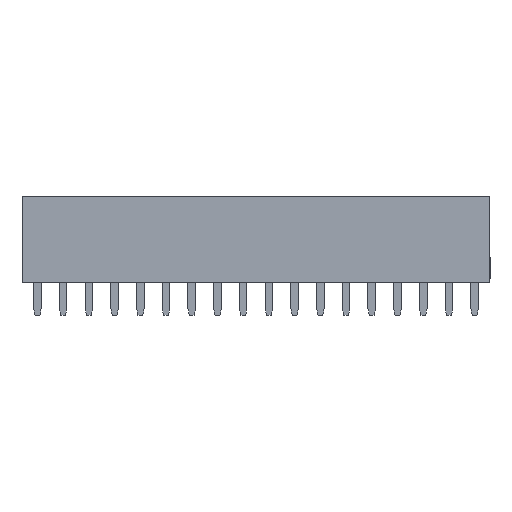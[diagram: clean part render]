
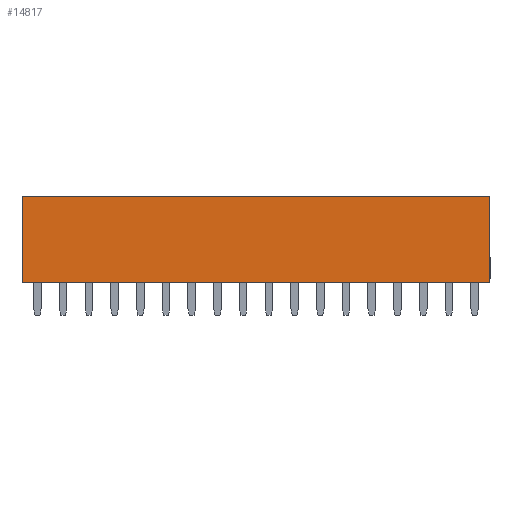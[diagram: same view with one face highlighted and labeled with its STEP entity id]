
A CAD part, top view. The second image highlights one B-rep face of the part: STEP entity #14817.
In plain terms, the highlighted planar face has unit normal (0, 0, 1).
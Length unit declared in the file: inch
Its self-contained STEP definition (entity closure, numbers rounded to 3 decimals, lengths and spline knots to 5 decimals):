
#396 = DIRECTION ( 'NONE',  ( 1., 0., 0. ) ) ;
#1088 = ORIENTED_EDGE ( 'NONE', *, *, #11402, .T. ) ;
#3528 = EDGE_CURVE ( 'NONE', #5835, #12498, #23203, .T. ) ;
#5835 = VERTEX_POINT ( 'NONE', #20841 ) ;
#6049 = EDGE_CURVE ( 'NONE', #23473, #27042, #25605, .T. ) ;
#6346 = CARTESIAN_POINT ( 'NONE',  ( 1.81969, 0., 0. ) ) ;
#7979 = ORIENTED_EDGE ( 'NONE', *, *, #3528, .T. ) ;
#9839 = CARTESIAN_POINT ( 'NONE',  ( 1.81969, 0.33465, 0. ) ) ;
#10595 = VECTOR ( 'NONE', #26820, 39.37008 ) ;
#11402 = EDGE_CURVE ( 'NONE', #23473, #5835, #16543, .T. ) ;
#12498 = VERTEX_POINT ( 'NONE', #22180 ) ;
#12925 = VECTOR ( 'NONE', #22052, 39.37008 ) ;
#13521 = DIRECTION ( 'NONE',  ( 1., 0., 0. ) ) ;
#13794 = CARTESIAN_POINT ( 'NONE',  ( 1.81969, 0., 0. ) ) ;
#13950 = DIRECTION ( 'NONE',  ( 0., 0., 1. ) ) ;
#14510 = CARTESIAN_POINT ( 'NONE',  ( 0., 0.01969, 0. ) ) ;
#14817 = ADVANCED_FACE ( 'NONE', ( #20578 ), #22910, .T. ) ;
#15558 = CARTESIAN_POINT ( 'NONE',  ( -0.5, 0.33465, 0. ) ) ;
#15877 = CARTESIAN_POINT ( 'NONE',  ( -0.5, 0., 0. ) ) ;
#16543 = LINE ( 'NONE', #15558, #10595 ) ;
#16602 = LINE ( 'NONE', #15877, #27944 ) ;
#19510 = EDGE_LOOP ( 'NONE', ( #26715, #1088, #7979, #25072 ) ) ;
#20578 = FACE_OUTER_BOUND ( 'NONE', #19510, .T. ) ;
#20841 = CARTESIAN_POINT ( 'NONE',  ( 0., 0.33465, 0. ) ) ;
#22052 = DIRECTION ( 'NONE',  ( 0., -1., 0. ) ) ;
#22180 = CARTESIAN_POINT ( 'NONE',  ( 0., 0., 0. ) ) ;
#22910 = PLANE ( 'NONE',  #26260 ) ;
#23203 = LINE ( 'NONE', #14510, #28532 ) ;
#23473 = VERTEX_POINT ( 'NONE', #9839 ) ;
#25072 = ORIENTED_EDGE ( 'NONE', *, *, #28340, .T. ) ;
#25605 = LINE ( 'NONE', #6346, #12925 ) ;
#25744 = DIRECTION ( 'NONE',  ( 0., -1., 0. ) ) ;
#26260 = AXIS2_PLACEMENT_3D ( 'NONE', #27488, #13950, #396 ) ;
#26715 = ORIENTED_EDGE ( 'NONE', *, *, #6049, .F. ) ;
#26820 = DIRECTION ( 'NONE',  ( -1., 0., 0. ) ) ;
#27042 = VERTEX_POINT ( 'NONE', #13794 ) ;
#27488 = CARTESIAN_POINT ( 'NONE',  ( -0.5, 0., 0. ) ) ;
#27944 = VECTOR ( 'NONE', #13521, 39.37008 ) ;
#28340 = EDGE_CURVE ( 'NONE', #12498, #27042, #16602, .T. ) ;
#28532 = VECTOR ( 'NONE', #25744, 39.37008 ) ;
